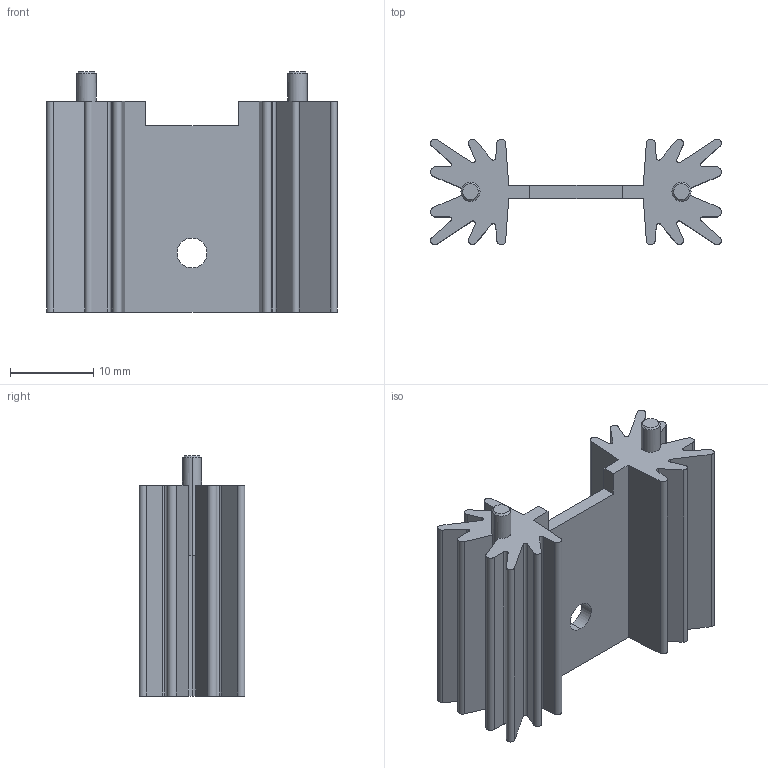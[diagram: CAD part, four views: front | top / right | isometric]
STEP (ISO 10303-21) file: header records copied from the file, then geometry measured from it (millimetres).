
FILE_DESCRIPTION (( 'STEP AP203' ), '1' );
FILE_NAME ('CUI_DEVICES_HSE-B20254-035H-01.step', '2019-10-25T17:23:33', ( '' ), ( '' ), 'SwSTEP 2.0', 'SolidWorks 2019', '' );
FILE_SCHEMA (( 'CONFIG_CONTROL_DESIGN' ));
Length unit declared in the file: inch
Products named in the file (1): CUI_DEVICES_HSE-B20254-035H-01
Bounding box: 35 x 12.7 x 28.9 mm (x, y, z)
Volume: 4525.9 mm3; surface area: 4785.3 mm2
Topology: 1 solids, 1 shells, 95 faces, 271 edges, 178 vertices
Faces by surface type: cylinder 47, plane 44, cone 4
Entity records: 3206 total; most frequent: DIRECTION 565, CARTESIAN_POINT 545, ORIENTED_EDGE 542, EDGE_CURVE 271, AXIS2_PLACEMENT_3D 198, VERTEX_POINT 178, VECTOR 169, LINE 169
